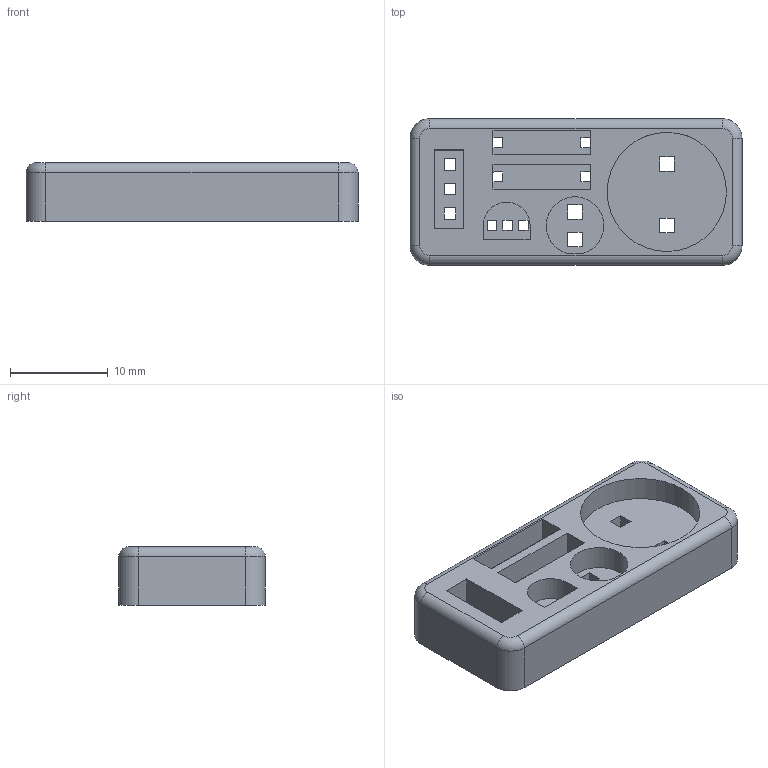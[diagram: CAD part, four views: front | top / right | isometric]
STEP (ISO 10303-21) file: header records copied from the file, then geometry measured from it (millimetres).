
FILE_DESCRIPTION(('FreeCAD Model'),'2;1');
FILE_NAME('PCBPrint buzzer EBC.step','2020-05-01T03:36:42',('Author'),(''), 'Open CASCADE STEP processor 7.3','FreeCAD','Unknown');
FILE_SCHEMA(('AUTOMOTIVE_DESIGN { 1 0 10303 214 1 1 1 1 }'));
Length unit declared in the file: millimetre
Products named in the file (1): Base_fin_con_buzzer_(Solid)
Bounding box: 34 x 15 x 6 mm (x, y, z)
Volume: 2087.1 mm3; surface area: 2277.7 mm2
Topology: 1 solids, 1 shells, 143 faces, 406 edges, 268 vertices
Faces by surface type: plane 128, cylinder 11, torus 4
Full cylindrical faces by diameter (mm): 12.2 x1
Entity records: 9712 total; most frequent: CARTESIAN_POINT 1925, DIRECTION 1287, LINE 943, VECTOR 943, ORIENTED_EDGE 812, PCURVE 812, DEFINITIONAL_REPRESENTATION 812, EDGE_CURVE 406
